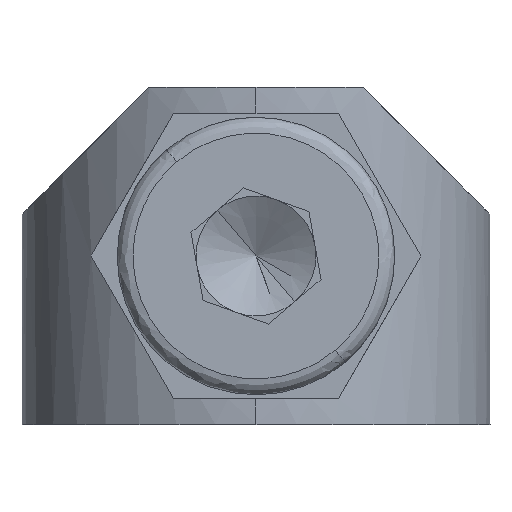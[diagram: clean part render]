
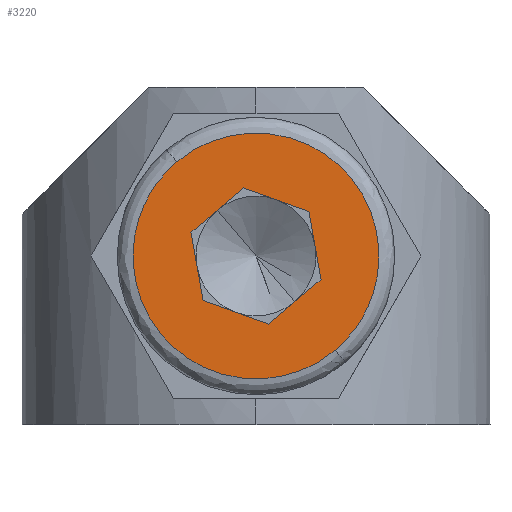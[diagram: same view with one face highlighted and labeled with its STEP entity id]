
A CAD part, left-side view. The second image highlights one B-rep face of the part: STEP entity #3220.
In plain terms, the highlighted planar face has unit normal (-1, 0, 0).
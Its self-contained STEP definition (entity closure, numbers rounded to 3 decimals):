
#158 = VECTOR ( 'NONE', #2080, 1000. ) ;
#237 = CARTESIAN_POINT ( 'NONE',  ( 0., 0., 3.1 ) ) ;
#476 = CARTESIAN_POINT ( 'NONE',  ( 0., 0.872, -1.51 ) ) ;
#571 = LINE ( 'NONE', #2201, #609 ) ;
#609 = VECTOR ( 'NONE', #2194, 1000. ) ;
#827 = FACE_BOUND ( 'NONE', #4562, .T. ) ;
#868 = FACE_OUTER_BOUND ( 'NONE', #4000, .T. ) ;
#880 = CARTESIAN_POINT ( 'NONE',  ( 0., 1.744, 0. ) ) ;
#919 = VERTEX_POINT ( 'NONE', #2142 ) ;
#943 = CARTESIAN_POINT ( 'NONE',  ( 0., -0.872, -1.51 ) ) ;
#1014 = LINE ( 'NONE', #1158, #3266 ) ;
#1115 = LINE ( 'NONE', #2175, #158 ) ;
#1124 = DIRECTION ( 'NONE',  ( 0., 0.5, -0.866 ) ) ;
#1128 = CARTESIAN_POINT ( 'NONE',  ( 0., 0., -3.1 ) ) ;
#1158 = CARTESIAN_POINT ( 'NONE',  ( 0., -1.744, 0. ) ) ;
#1168 = CARTESIAN_POINT ( 'NONE',  ( 0., -6.2, -3.1 ) ) ;
#1173 = VERTEX_POINT ( 'NONE', #1433 ) ;
#1175 = DIRECTION ( 'NONE',  ( 0., -0.5, 0.866 ) ) ;
#1219 = CARTESIAN_POINT ( 'NONE',  ( 0., 1.744, 0. ) ) ;
#1269 = CARTESIAN_POINT ( 'NONE',  ( 0., 0., 3.1 ) ) ;
#1274 = CARTESIAN_POINT ( 'NONE',  ( 0., 6.2, 3.1 ) ) ;
#1277 = CARTESIAN_POINT ( 'NONE',  ( 0., -1.744, 0. ) ) ;
#1293 = CARTESIAN_POINT ( 'NONE',  ( 0., 0., -3.1 ) ) ;
#1304 = CARTESIAN_POINT ( 'NONE',  ( 0., 6.2, -3.1 ) ) ;
#1433 = CARTESIAN_POINT ( 'NONE',  ( 0., 0., 3.1 ) ) ;
#1492 = VERTEX_POINT ( 'NONE', #943 ) ;
#1634 = VERTEX_POINT ( 'NONE', #476 ) ;
#1728 = VECTOR ( 'NONE', #1175, 1000. ) ;
#1925 = ORIENTED_EDGE ( 'NONE', *, *, #3440, .T. ) ;
#2080 = DIRECTION ( 'NONE',  ( 0., 1., 0. ) ) ;
#2096 = VERTEX_POINT ( 'NONE', #1277 ) ;
#2142 = CARTESIAN_POINT ( 'NONE',  ( 0., 0., -3.1 ) ) ;
#2175 = CARTESIAN_POINT ( 'NONE',  ( 0., 0., -1.51 ) ) ;
#2194 = DIRECTION ( 'NONE',  ( 0., -0.5, -0.866 ) ) ;
#2201 = CARTESIAN_POINT ( 'NONE',  ( 0., -0.872, 1.51 ) ) ;
#2340 = CARTESIAN_POINT ( 'NONE',  ( 0., 0.872, -1.51 ) ) ;
#2352 = DIRECTION ( 'NONE',  ( 0., 0., 1. ) ) ;
#2355 = VECTOR ( 'NONE', #4945, 1000. ) ;
#2361 = DIRECTION ( 'NONE',  ( -1., 0., 0. ) ) ;
#2370 = CARTESIAN_POINT ( 'NONE',  ( 0., 0., 0. ) ) ;
#2396 = LINE ( 'NONE', #3252, #2355 ) ;
#2446 = EDGE_CURVE ( 'NONE', #1634, #4173, #3098, .T. ) ;
#2468 = PLANE ( 'NONE',  #3472 ) ;
#2699 = CARTESIAN_POINT ( 'NONE',  ( 0., -0.872, 1.51 ) ) ;
#3092 = VECTOR ( 'NONE', #4128, 1000. ) ;
#3098 = LINE ( 'NONE', #2340, #3092 ) ;
#3220 = ADVANCED_FACE ( 'NONE', ( #868, #827 ), #2468, .T. ) ;
#3237 = EDGE_CURVE ( 'NONE', #4050, #2096, #571, .T. ) ;
#3245 = EDGE_CURVE ( 'NONE', #1492, #1634, #1115, .T. ) ;
#3249 =( BOUNDED_CURVE ( )  B_SPLINE_CURVE ( 3, ( #1293, #1304, #1274, #1269 ),
 .UNSPECIFIED., .F., .F. ) 
 B_SPLINE_CURVE_WITH_KNOTS ( ( 4, 4 ),
 ( 0., 1. ),
 .UNSPECIFIED. ) 
 CURVE ( )  GEOMETRIC_REPRESENTATION_ITEM ( )  RATIONAL_B_SPLINE_CURVE ( ( 1., 0.333, 0.333, 1. ) ) 
 REPRESENTATION_ITEM ( '' )  );
#3252 = CARTESIAN_POINT ( 'NONE',  ( 0., 0., 1.51 ) ) ;
#3253 = ORIENTED_EDGE ( 'NONE', *, *, #3237, .T. ) ;
#3266 = VECTOR ( 'NONE', #1124, 1000. ) ;
#3280 = ORIENTED_EDGE ( 'NONE', *, *, #2446, .T. ) ;
#3303 = ORIENTED_EDGE ( 'NONE', *, *, #4249, .F. ) ;
#3407 = EDGE_CURVE ( 'NONE', #919, #1173, #3249, .T. ) ;
#3440 = EDGE_CURVE ( 'NONE', #4173, #4773, #4745, .T. ) ;
#3472 = AXIS2_PLACEMENT_3D ( 'NONE', #2370, #2361, #2352 ) ;
#3473 = EDGE_CURVE ( 'NONE', #2096, #1492, #1014, .T. ) ;
#3902 =( BOUNDED_CURVE ( )  B_SPLINE_CURVE ( 3, ( #237, #4698, #1168, #1128 ),
 .UNSPECIFIED., .F., .F. ) 
 B_SPLINE_CURVE_WITH_KNOTS ( ( 4, 4 ),
 ( 0., 1. ),
 .UNSPECIFIED. ) 
 CURVE ( )  GEOMETRIC_REPRESENTATION_ITEM ( )  RATIONAL_B_SPLINE_CURVE ( ( 1., 0.333, 0.333, 1. ) ) 
 REPRESENTATION_ITEM ( '' )  );
#3942 = ORIENTED_EDGE ( 'NONE', *, *, #4769, .T. ) ;
#4000 = EDGE_LOOP ( 'NONE', ( #4118, #3303 ) ) ;
#4050 = VERTEX_POINT ( 'NONE', #2699 ) ;
#4118 = ORIENTED_EDGE ( 'NONE', *, *, #3407, .F. ) ;
#4128 = DIRECTION ( 'NONE',  ( 0., 0.5, 0.866 ) ) ;
#4173 = VERTEX_POINT ( 'NONE', #880 ) ;
#4249 = EDGE_CURVE ( 'NONE', #1173, #919, #3902, .T. ) ;
#4447 = ORIENTED_EDGE ( 'NONE', *, *, #3473, .T. ) ;
#4562 = EDGE_LOOP ( 'NONE', ( #4679, #3280, #1925, #3942, #3253, #4447 ) ) ;
#4679 = ORIENTED_EDGE ( 'NONE', *, *, #3245, .T. ) ;
#4698 = CARTESIAN_POINT ( 'NONE',  ( 0., -6.2, 3.1 ) ) ;
#4745 = LINE ( 'NONE', #1219, #1728 ) ;
#4769 = EDGE_CURVE ( 'NONE', #4773, #4050, #2396, .T. ) ;
#4773 = VERTEX_POINT ( 'NONE', #4811 ) ;
#4811 = CARTESIAN_POINT ( 'NONE',  ( 0., 0.872, 1.51 ) ) ;
#4945 = DIRECTION ( 'NONE',  ( 0., -1., 0. ) ) ;
